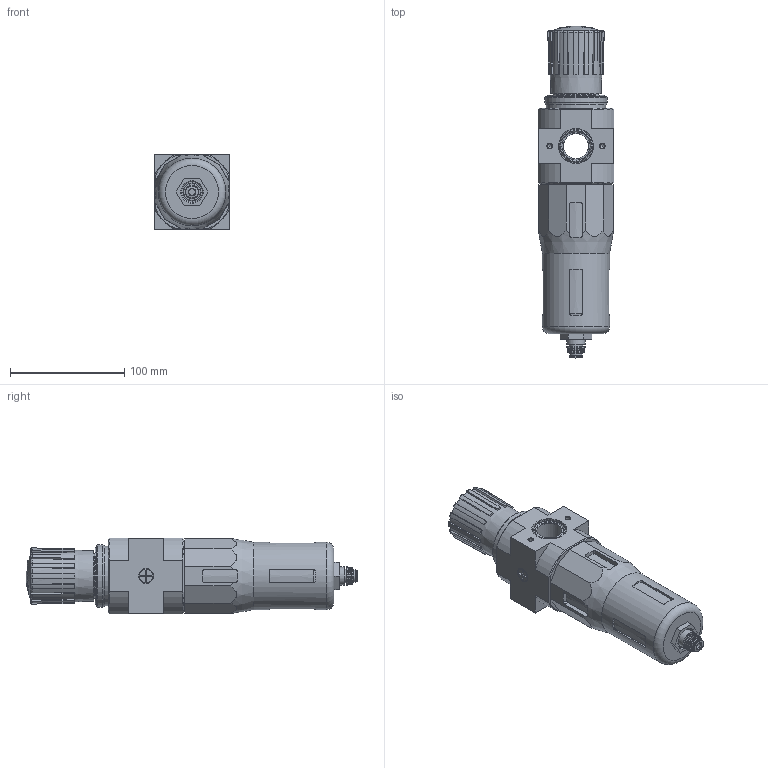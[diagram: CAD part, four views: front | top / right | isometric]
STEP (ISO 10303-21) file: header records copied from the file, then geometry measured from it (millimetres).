
FILE_DESCRIPTION(/* description */ ('STEP AP214'),/* implementation_level */ '2;1');
FILE_NAME(/* name */ '546518_LFR-D-7-DI-MAXI-A',/* time_stamp */ '2024-09-04T16:55:08+02:00',/* author */ ('License CC BY-ND 4.0'),/* organization */ ('CADENAS'),/* preprocessor_version */ 'ST-DEVELOPER v19.3',/* originating_system */ 'PARTsolutions',/* authorisation */ ' ');
FILE_SCHEMA (('AUTOMOTIVE_DESIGN {1 0 10303 214 3 1 1}'));
Length unit declared in the file: millimetre
Products named in the file (5): 546518 LFR-D-7-DI-MAXI-A---(0); 396506 LFR-D-7-DI-MAXI-A--(0); 398012 LRVS-D-MINI; 125696 LR/LFR-D-MAXI; 526489 MS4-LFR-V
Assembly tree (4 placements, depth 2):
  546518 LFR-D-7-DI-MAXI-A---(0)
    396506 LFR-D-7-DI-MAXI-A--(0)
    398012 LRVS-D-MINI
    125696 LR/LFR-D-MAXI
    526489 MS4-LFR-V
Bounding box: 66 x 290.22 x 66 mm (x, y, z)
Volume: 743621.7 mm3; surface area: 77917.5 mm2
Topology: 4 solids, 5 shells, 412 faces, 1055 edges, 684 vertices
Faces by surface type: plane 198, cylinder 83, torus 65, cone 61, sphere 5
Full cylindrical faces by diameter (mm): 2 x1, 4.134 x4, 4.2 x1, 6 x1, 9.5 x1, 11 x1, 11.4 x1, 11.445 x2, 11.6 x1, 11.8 x1, 13.157 x1, 15.8 x1, 18 x1, 22 x1, 30 x2, 39 x1, 40 x1, 50.2 x1, 50.376 x1, 52 x1, 53.5 x1, 54.8 x1, 58.8 x1, 59 x1, 59.1 x1
Entity records: 15144 total; most frequent: CARTESIAN_POINT 3023, ORIENTED_EDGE 1896, DIRECTION 1882, EDGE_CURVE 948, AXIS2_PLACEMENT_3D 777, VERTEX_POINT 670, FACE_BOUND 548, EDGE_LOOP 544
